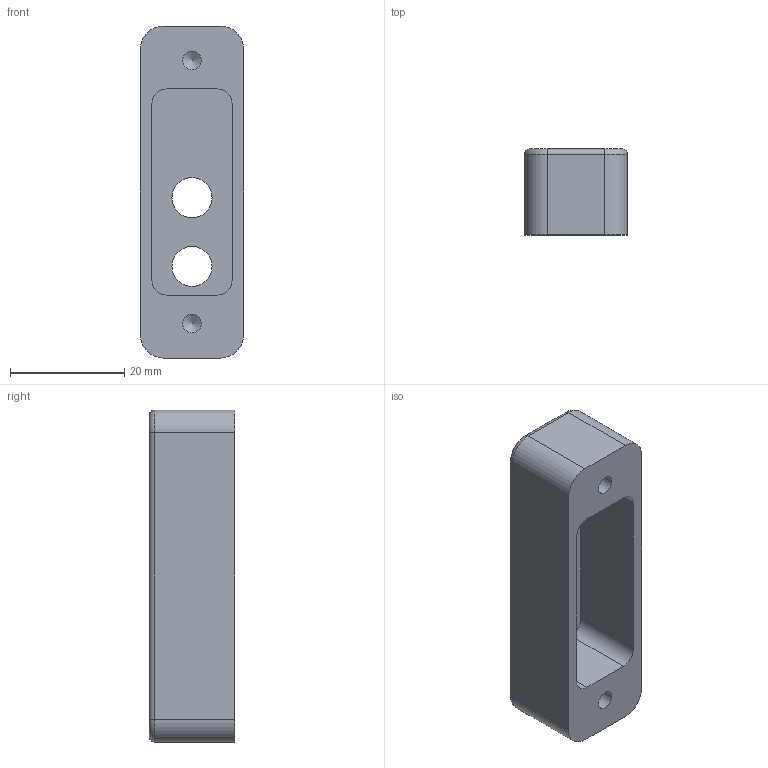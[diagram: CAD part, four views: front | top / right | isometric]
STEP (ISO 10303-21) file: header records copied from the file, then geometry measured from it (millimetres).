
FILE_DESCRIPTION(/* description */ (''),/* implementation_level */ '2;1');
FILE_NAME(/* name */ '170514-007-CAPOT CONNECTEUR.stp',/* time_stamp */ '2023-06-07T14:14:19+02:00',/* author */ ('GB'),/* organization */ ('JHM CONCEPT'),/* preprocessor_version */ 'ST-DEVELOPER v18.1',/* originating_system */ 'Autodesk Inventor 2022',/* authorisation */ '');
FILE_SCHEMA (('AUTOMOTIVE_DESIGN { 1 0 10303 214 3 1 1 }'));
Length unit declared in the file: millimetre
Products named in the file (1): 170514-007-CAPOT CONNECTEUR
Bounding box: 18 x 15 x 58 mm (x, y, z)
Volume: 8583.5 mm3; surface area: 5600.2 mm2
Topology: 1 solids, 1 shells, 33 faces, 80 edges, 50 vertices
Faces by surface type: cylinder 16, plane 11, torus 4, cone 2
Full cylindrical faces by diameter (mm): 3.242 x2, 7 x2
Entity records: 1020 total; most frequent: DIRECTION 182, CARTESIAN_POINT 162, ORIENTED_EDGE 156, EDGE_CURVE 78, AXIS2_PLACEMENT_3D 70, VERTEX_POINT 50, LINE 42, VECTOR 42
